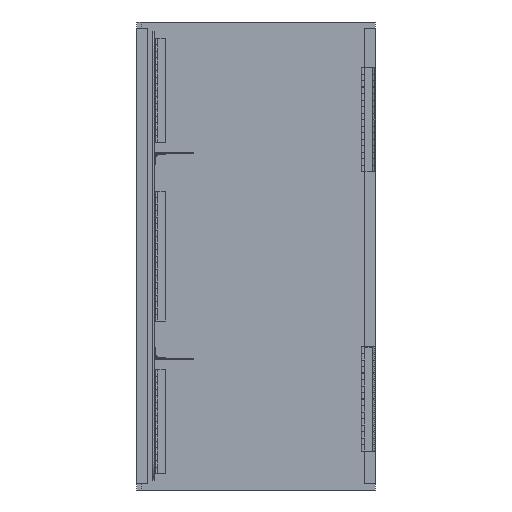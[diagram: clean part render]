
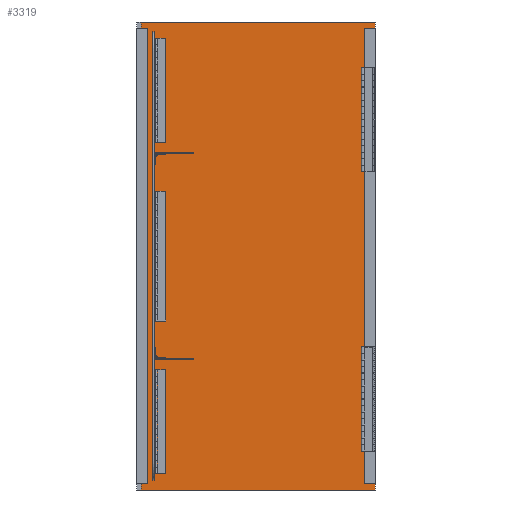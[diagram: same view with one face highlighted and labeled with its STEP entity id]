
A CAD part, left-side view. The second image highlights one B-rep face of the part: STEP entity #3319.
In plain terms, the highlighted planar face has unit normal (-1, 0, 0).
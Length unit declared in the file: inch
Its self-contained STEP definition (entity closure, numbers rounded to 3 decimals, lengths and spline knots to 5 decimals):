
#403=FACE_OUTER_BOUND('',#584,.T.);
#584=EDGE_LOOP('',(#2295,#2296,#2297,#2298));
#831=LINE('',#5186,#1173);
#835=LINE('',#5194,#1177);
#838=LINE('',#5200,#1180);
#841=LINE('',#5205,#1183);
#1173=VECTOR('',#4179,39.37008);
#1177=VECTOR('',#4185,39.37008);
#1180=VECTOR('',#4190,39.37008);
#1183=VECTOR('',#4195,39.37008);
#1515=VERTEX_POINT('',#5184);
#1516=VERTEX_POINT('',#5185);
#1519=VERTEX_POINT('',#5193);
#1521=VERTEX_POINT('',#5199);
#1829=EDGE_CURVE('',#1515,#1516,#831,.T.);
#1833=EDGE_CURVE('',#1516,#1519,#835,.T.);
#1836=EDGE_CURVE('',#1519,#1521,#838,.T.);
#1839=EDGE_CURVE('',#1521,#1515,#841,.T.);
#2295=ORIENTED_EDGE('',*,*,#1829,.F.);
#2296=ORIENTED_EDGE('',*,*,#1839,.F.);
#2297=ORIENTED_EDGE('',*,*,#1836,.F.);
#2298=ORIENTED_EDGE('',*,*,#1833,.F.);
#3172=PLANE('',#3847);
#3319=ADVANCED_FACE('',(#403),#3172,.T.);
#3847=AXIS2_PLACEMENT_3D('',#5208,#4199,#4200);
#4179=DIRECTION('',(0.,-1.,0.));
#4185=DIRECTION('',(0.,0.,-1.));
#4190=DIRECTION('',(0.,1.,0.));
#4195=DIRECTION('',(0.,0.,1.));
#4199=DIRECTION('center_axis',(-1.,0.,0.));
#4200=DIRECTION('ref_axis',(0.,0.,1.));
#5184=CARTESIAN_POINT('',(0.,36.,0.));
#5185=CARTESIAN_POINT('',(0.,0.,0.));
#5186=CARTESIAN_POINT('',(0.,0.,0.));
#5193=CARTESIAN_POINT('',(0.,0.,-72.));
#5194=CARTESIAN_POINT('',(0.,0.,0.));
#5199=CARTESIAN_POINT('',(0.,36.,-72.));
#5200=CARTESIAN_POINT('',(0.,0.,-72.));
#5205=CARTESIAN_POINT('',(0.,36.,0.));
#5208=CARTESIAN_POINT('Origin',(0.,0.,0.));
